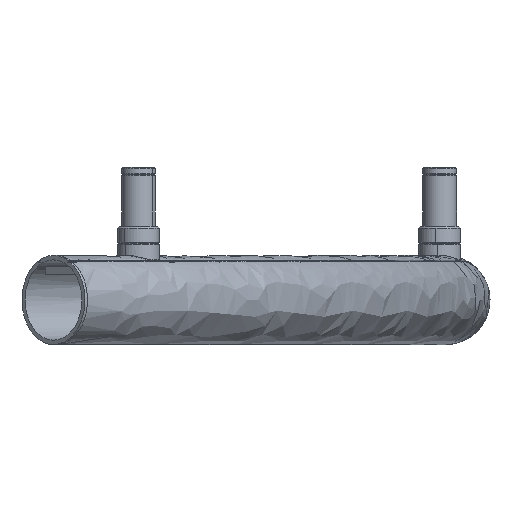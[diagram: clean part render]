
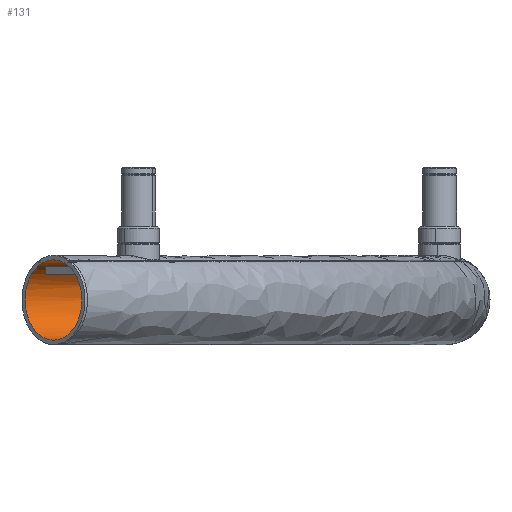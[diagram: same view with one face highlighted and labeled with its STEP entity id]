
A CAD part, left-side view. The second image highlights one B-rep face of the part: STEP entity #131.
In plain terms, the highlighted free-form (B-spline) face has degree [2, 3] with [5, 10] control points.
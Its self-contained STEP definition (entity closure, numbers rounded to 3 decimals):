
#131=ADVANCED_FACE('',(#225),#1423,.T.);
#225=FACE_OUTER_BOUND('',#329,.T.);
#329=EDGE_LOOP('',(#733,#734,#735,#736));
#733=ORIENTED_EDGE('',*,*,#964,.T.);
#734=ORIENTED_EDGE('',*,*,#942,.F.);
#735=ORIENTED_EDGE('',*,*,#941,.F.);
#736=ORIENTED_EDGE('',*,*,#966,.F.);
#941=EDGE_CURVE('',#1307,#1306,#1128,.T.);
#942=EDGE_CURVE('',#1306,#1319,#1129,.T.);
#964=EDGE_CURVE('',#1318,#1319,#1151,.T.);
#966=EDGE_CURVE('',#1318,#1307,#1153,.T.);
#1128=(
BOUNDED_CURVE()
B_SPLINE_CURVE(3,(#4354,#4355,#4356,#4357,#4358,#4359,#4360,#4361,#4362,
#4363),.UNSPECIFIED.,.F.,.F.)
B_SPLINE_CURVE_WITH_KNOTS((4,2,2,2,4),(0.,147.262,294.525,
441.787,589.05),.UNSPECIFIED.)
CURVE()
GEOMETRIC_REPRESENTATION_ITEM()
RATIONAL_B_SPLINE_CURVE((1.,1.,1.,1.,1.,1.,1.,1.,1.,1.))
REPRESENTATION_ITEM('')
);
#1129=(
BOUNDED_CURVE()
B_SPLINE_CURVE(2,(#4364,#4365,#4366,#4367,#4368),.UNSPECIFIED.,.F.,.F.)
B_SPLINE_CURVE_WITH_KNOTS((3,2,3),(106.029,141.372,176.715),
 .UNSPECIFIED.)
CURVE()
GEOMETRIC_REPRESENTATION_ITEM()
RATIONAL_B_SPLINE_CURVE((1.,0.707,1.,0.707,1.))
REPRESENTATION_ITEM('')
);
#1151=(
BOUNDED_CURVE()
B_SPLINE_CURVE(3,(#4444,#4445,#4446,#4447,#4448,#4449,#4450,#4451,#4452,
#4453),.UNSPECIFIED.,.F.,.F.)
B_SPLINE_CURVE_WITH_KNOTS((4,2,2,2,4),(0.,147.262,294.525,
441.787,589.05),.UNSPECIFIED.)
CURVE()
GEOMETRIC_REPRESENTATION_ITEM()
RATIONAL_B_SPLINE_CURVE((1.,1.,1.,1.,1.,1.,1.,1.,1.,1.))
REPRESENTATION_ITEM('')
);
#1153=(
BOUNDED_CURVE()
B_SPLINE_CURVE(2,(#4459,#4460,#4461,#4462,#4463),.UNSPECIFIED.,.F.,.F.)
B_SPLINE_CURVE_WITH_KNOTS((3,2,3),(-176.715,-141.372,
-106.029),.UNSPECIFIED.)
CURVE()
GEOMETRIC_REPRESENTATION_ITEM()
RATIONAL_B_SPLINE_CURVE((1.,0.707,1.,0.707,1.))
REPRESENTATION_ITEM('')
);
#1306=VERTEX_POINT('',#3439);
#1307=VERTEX_POINT('',#3440);
#1318=VERTEX_POINT('',#3451);
#1319=VERTEX_POINT('',#3452);
#1423=(
BOUNDED_SURFACE()
B_SPLINE_SURFACE(2,3,((#3280,#3281,#3282,#3283,#3284,#3285,#3286,#3287,
#3288,#3289),(#3290,#3291,#3292,#3293,#3294,#3295,#3296,#3297,#3298,#3299),
(#3300,#3301,#3302,#3303,#3304,#3305,#3306,#3307,#3308,#3309),(#3310,#3311,
#3312,#3313,#3314,#3315,#3316,#3317,#3318,#3319),(#3320,#3321,#3322,#3323,
#3324,#3325,#3326,#3327,#3328,#3329)),.UNSPECIFIED.,.F.,.F.,.F.)
B_SPLINE_SURFACE_WITH_KNOTS((3,2,3),(4,2,2,2,4),(106.029,141.372,
176.715),(0.,147.262,294.525,441.787,
589.05),.UNSPECIFIED.)
GEOMETRIC_REPRESENTATION_ITEM()
RATIONAL_B_SPLINE_SURFACE(((1.,1.,1.,1.,1.,1.,1.,1.,1.,1.),
(0.707,0.707,0.707,0.707,
0.707,0.707,0.707,0.707,
0.707,0.707),(1.,1.,1.,1.,1.,1.,
1.,1.,1.,1.),(0.707,0.707,0.707,0.707,
0.707,0.707,0.707,0.707,
0.707,0.707),(1.,1.,1.,1.,1.,1.,
1.,1.,1.,1.)))
REPRESENTATION_ITEM('')
SURFACE()
);
#3280=CARTESIAN_POINT('',(274.004,-106.174,-47.175));
#3281=CARTESIAN_POINT('',(224.917,-106.183,-47.174));
#3282=CARTESIAN_POINT('',(175.829,-101.343,-47.175));
#3283=CARTESIAN_POINT('',(79.541,-82.192,-47.175));
#3284=CARTESIAN_POINT('',(32.341,-67.873,-47.175));
#3285=CARTESIAN_POINT('',(-58.362,-30.303,-47.175));
#3286=CARTESIAN_POINT('',(-101.862,-7.052,-47.175));
#3287=CARTESIAN_POINT('',(-183.49,47.492,-47.175));
#3288=CARTESIAN_POINT('',(-221.624,78.781,-47.174));
#3289=CARTESIAN_POINT('',(-256.327,113.496,-47.175));
#3290=CARTESIAN_POINT('',(274.004,-83.674,-47.175));
#3291=CARTESIAN_POINT('',(226.388,-83.683,-47.174));
#3292=CARTESIAN_POINT('',(178.775,-78.988,-47.175));
#3293=CARTESIAN_POINT('',(85.375,-60.411,-47.175));
#3294=CARTESIAN_POINT('',(39.59,-46.522,-47.175));
#3295=CARTESIAN_POINT('',(-48.391,-10.079,-47.175));
#3296=CARTESIAN_POINT('',(-90.585,12.473,-47.175));
#3297=CARTESIAN_POINT('',(-169.766,65.383,-47.175));
#3298=CARTESIAN_POINT('',(-206.754,95.731,-47.174));
#3299=CARTESIAN_POINT('',(-240.417,129.406,-47.175));
#3300=CARTESIAN_POINT('',(274.004,-83.674,-24.675));
#3301=CARTESIAN_POINT('',(226.388,-83.683,-24.675));
#3302=CARTESIAN_POINT('',(178.775,-78.988,-24.675));
#3303=CARTESIAN_POINT('',(85.375,-60.411,-24.675));
#3304=CARTESIAN_POINT('',(39.59,-46.522,-24.675));
#3305=CARTESIAN_POINT('',(-48.391,-10.079,-24.675));
#3306=CARTESIAN_POINT('',(-90.585,12.473,-24.675));
#3307=CARTESIAN_POINT('',(-169.766,65.383,-24.675));
#3308=CARTESIAN_POINT('',(-206.754,95.731,-24.675));
#3309=CARTESIAN_POINT('',(-240.417,129.406,-24.675));
#3310=CARTESIAN_POINT('',(274.004,-83.674,-2.175));
#3311=CARTESIAN_POINT('',(226.388,-83.683,-2.175));
#3312=CARTESIAN_POINT('',(178.775,-78.988,-2.175));
#3313=CARTESIAN_POINT('',(85.375,-60.411,-2.175));
#3314=CARTESIAN_POINT('',(39.59,-46.522,-2.175));
#3315=CARTESIAN_POINT('',(-48.391,-10.079,-2.175));
#3316=CARTESIAN_POINT('',(-90.585,12.473,-2.175));
#3317=CARTESIAN_POINT('',(-169.766,65.383,-2.175));
#3318=CARTESIAN_POINT('',(-206.754,95.731,-2.175));
#3319=CARTESIAN_POINT('',(-240.417,129.406,-2.175));
#3320=CARTESIAN_POINT('',(274.004,-106.174,-2.175));
#3321=CARTESIAN_POINT('',(224.917,-106.183,-2.175));
#3322=CARTESIAN_POINT('',(175.829,-101.343,-2.175));
#3323=CARTESIAN_POINT('',(79.541,-82.192,-2.175));
#3324=CARTESIAN_POINT('',(32.341,-67.873,-2.175));
#3325=CARTESIAN_POINT('',(-58.362,-30.303,-2.175));
#3326=CARTESIAN_POINT('',(-101.862,-7.052,-2.175));
#3327=CARTESIAN_POINT('',(-183.49,47.492,-2.175));
#3328=CARTESIAN_POINT('',(-221.624,78.78,-2.175));
#3329=CARTESIAN_POINT('',(-256.327,113.496,-2.175));
#3439=CARTESIAN_POINT('',(-256.327,113.496,-47.175));
#3440=CARTESIAN_POINT('',(274.004,-106.174,-47.175));
#3451=CARTESIAN_POINT('',(274.004,-106.174,-2.175));
#3452=CARTESIAN_POINT('',(-256.327,113.496,-2.175));
#4354=CARTESIAN_POINT('',(274.004,-106.174,-47.175));
#4355=CARTESIAN_POINT('',(224.917,-106.183,-47.174));
#4356=CARTESIAN_POINT('',(175.829,-101.343,-47.175));
#4357=CARTESIAN_POINT('',(79.541,-82.192,-47.175));
#4358=CARTESIAN_POINT('',(32.341,-67.873,-47.175));
#4359=CARTESIAN_POINT('',(-58.362,-30.303,-47.175));
#4360=CARTESIAN_POINT('',(-101.862,-7.052,-47.175));
#4361=CARTESIAN_POINT('',(-183.49,47.492,-47.175));
#4362=CARTESIAN_POINT('',(-221.624,78.781,-47.174));
#4363=CARTESIAN_POINT('',(-256.327,113.496,-47.175));
#4364=CARTESIAN_POINT('',(-256.327,113.496,-47.175));
#4365=CARTESIAN_POINT('',(-240.417,129.406,-47.175));
#4366=CARTESIAN_POINT('',(-240.417,129.406,-24.675));
#4367=CARTESIAN_POINT('',(-240.417,129.406,-2.175));
#4368=CARTESIAN_POINT('',(-256.327,113.496,-2.175));
#4444=CARTESIAN_POINT('',(274.004,-106.174,-2.175));
#4445=CARTESIAN_POINT('',(224.917,-106.183,-2.175));
#4446=CARTESIAN_POINT('',(175.829,-101.343,-2.175));
#4447=CARTESIAN_POINT('',(79.541,-82.192,-2.175));
#4448=CARTESIAN_POINT('',(32.341,-67.873,-2.175));
#4449=CARTESIAN_POINT('',(-58.362,-30.303,-2.175));
#4450=CARTESIAN_POINT('',(-101.862,-7.052,-2.175));
#4451=CARTESIAN_POINT('',(-183.49,47.492,-2.175));
#4452=CARTESIAN_POINT('',(-221.624,78.78,-2.175));
#4453=CARTESIAN_POINT('',(-256.327,113.496,-2.175));
#4459=CARTESIAN_POINT('',(274.004,-106.174,-2.175));
#4460=CARTESIAN_POINT('',(274.004,-83.674,-2.175));
#4461=CARTESIAN_POINT('',(274.004,-83.674,-24.675));
#4462=CARTESIAN_POINT('',(274.004,-83.674,-47.175));
#4463=CARTESIAN_POINT('',(274.004,-106.174,-47.175));
